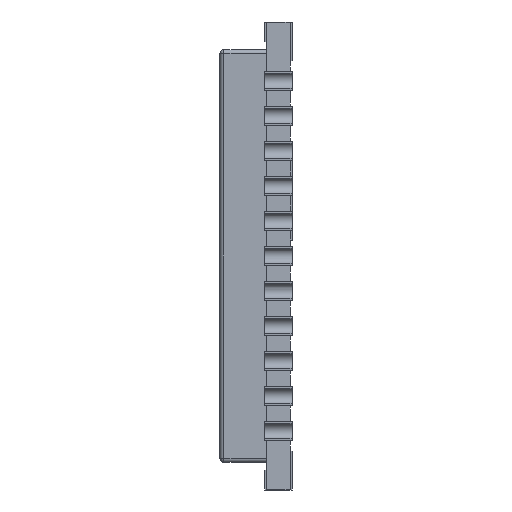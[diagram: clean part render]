
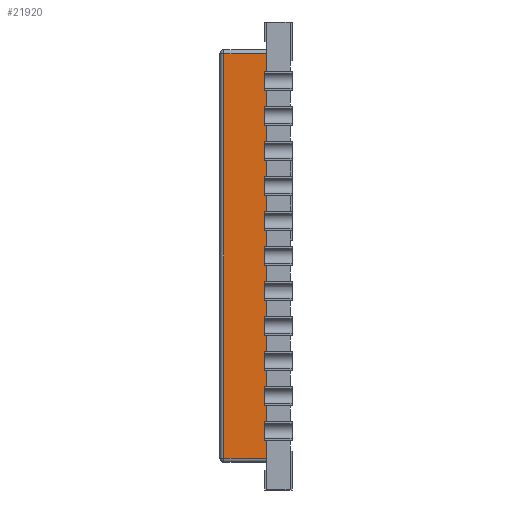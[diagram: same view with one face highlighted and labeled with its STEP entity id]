
A CAD part, left-side view. The second image highlights one B-rep face of the part: STEP entity #21920.
In plain terms, the highlighted free-form (B-spline) face has degree [1, 1] with [2, 2] control points.
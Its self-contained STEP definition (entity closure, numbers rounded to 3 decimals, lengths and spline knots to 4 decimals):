
#21806 = EDGE_CURVE('',#21807,#21809,#21811,.T.);
#21807 = VERTEX_POINT('',#21808);
#21808 = CARTESIAN_POINT('',(-4.5346,0.5561,
    -4.449));
#21809 = VERTEX_POINT('',#21810);
#21810 = CARTESIAN_POINT('',(-4.5346,0.5561,
    4.449));
#21811 = B_SPLINE_CURVE_WITH_KNOTS('',1,(#21812,#21813),.UNSPECIFIED.,
  .F.,.F.,(2,2),(-10.5,-0.1),.PIECEWISE_BEZIER_KNOTS.);
#21812 = CARTESIAN_POINT('',(-4.5346,0.5561,
    -4.449));
#21813 = CARTESIAN_POINT('',(-4.5346,0.5561,
    4.449));
#21920 = ADVANCED_FACE('',(#21921),#21943,.F.);
#21921 = FACE_BOUND('',#21922,.T.);
#21922 = EDGE_LOOP('',(#21923,#21932,#21937,#21938));
#21923 = ORIENTED_EDGE('',*,*,#21924,.T.);
#21924 = EDGE_CURVE('',#21925,#21927,#21929,.T.);
#21925 = VERTEX_POINT('',#21926);
#21926 = CARTESIAN_POINT('',(-4.5346,1.4973,
    4.449));
#21927 = VERTEX_POINT('',#21928);
#21928 = CARTESIAN_POINT('',(-4.5346,1.4973,
    -4.449));
#21929 = B_SPLINE_CURVE_WITH_KNOTS('',1,(#21930,#21931),.UNSPECIFIED.,
  .F.,.F.,(2,2),(0.1,10.5),.PIECEWISE_BEZIER_KNOTS.);
#21930 = CARTESIAN_POINT('',(-4.5346,1.4973,
    4.449));
#21931 = CARTESIAN_POINT('',(-4.5346,1.4973,
    -4.449));
#21932 = ORIENTED_EDGE('',*,*,#21933,.T.);
#21933 = EDGE_CURVE('',#21927,#21807,#21934,.T.);
#21934 = B_SPLINE_CURVE_WITH_KNOTS('',1,(#21935,#21936),.UNSPECIFIED.,
  .F.,.F.,(2,2),(0.1,1.2),.PIECEWISE_BEZIER_KNOTS.);
#21935 = CARTESIAN_POINT('',(-4.5346,1.4973,
    -4.449));
#21936 = CARTESIAN_POINT('',(-4.5346,0.5561,
    -4.449));
#21937 = ORIENTED_EDGE('',*,*,#21806,.T.);
#21938 = ORIENTED_EDGE('',*,*,#21939,.T.);
#21939 = EDGE_CURVE('',#21809,#21925,#21940,.T.);
#21940 = B_SPLINE_CURVE_WITH_KNOTS('',1,(#21941,#21942),.UNSPECIFIED.,
  .F.,.F.,(2,2),(-1.2,-0.1),.PIECEWISE_BEZIER_KNOTS.);
#21941 = CARTESIAN_POINT('',(-4.5346,0.5561,
    4.449));
#21942 = CARTESIAN_POINT('',(-4.5346,1.4973,
    4.449));
#21943 = B_SPLINE_SURFACE_WITH_KNOTS('',1,1,(
    (#21944,#21945)
    ,(#21946,#21947
    )),.UNSPECIFIED.,.F.,.F.,.F.,(2,2),(2,2),(0.1,10.5),(-1.2,-0.1),
  .PIECEWISE_BEZIER_KNOTS.);
#21944 = CARTESIAN_POINT('',(-4.5346,0.5561,
    4.449));
#21945 = CARTESIAN_POINT('',(-4.5346,1.4973,
    4.449));
#21946 = CARTESIAN_POINT('',(-4.5346,0.5561,
    -4.449));
#21947 = CARTESIAN_POINT('',(-4.5346,1.4973,
    -4.449));
